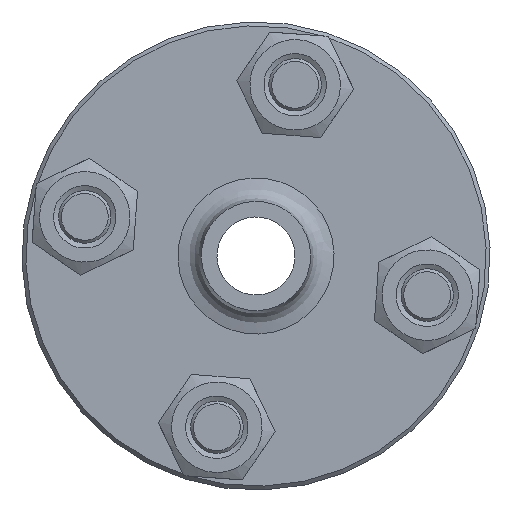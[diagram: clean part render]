
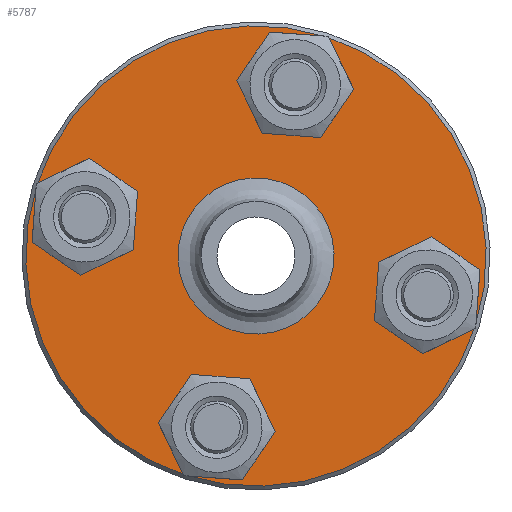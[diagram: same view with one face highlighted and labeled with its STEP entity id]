
A CAD part, left-side view. The second image highlights one B-rep face of the part: STEP entity #5787.
In plain terms, the highlighted planar face has unit normal (-1, 0, 0).
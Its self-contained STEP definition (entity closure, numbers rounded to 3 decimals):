
#844=CARTESIAN_POINT('',(-37.,22.359,-0.77));
#845=VERTEX_POINT('',#844);
#846=CARTESIAN_POINT('',(-37.,21.934,5.014));
#847=DIRECTION('',(1.,0.0,0.0));
#848=DIRECTION('',(0.0,0.073,-0.997));
#849=AXIS2_PLACEMENT_3D('',#846,#847,#848);
#850=CIRCLE('',#849,5.8);
#851=EDGE_CURVE('',#845,#845,#850,.T.);
#2394=CARTESIAN_POINT('',(-37.,0.77,22.359));
#2395=VERTEX_POINT('',#2394);
#2396=CARTESIAN_POINT('',(-37.,-5.014,21.934));
#2397=DIRECTION('',(1.,0.0,0.0));
#2398=DIRECTION('',(0.0,0.997,0.073));
#2399=AXIS2_PLACEMENT_3D('',#2396,#2397,#2398);
#2400=CIRCLE('',#2399,5.8);
#2401=EDGE_CURVE('',#2395,#2395,#2400,.T.);
#3944=CARTESIAN_POINT('',(-37.,-22.359,0.77));
#3945=VERTEX_POINT('',#3944);
#3946=CARTESIAN_POINT('',(-37.,-21.934,-5.014));
#3947=DIRECTION('',(1.,0.0,0.0));
#3948=DIRECTION('',(0.0,-0.073,0.997));
#3949=AXIS2_PLACEMENT_3D('',#3946,#3947,#3948);
#3950=CIRCLE('',#3949,5.8);
#3951=EDGE_CURVE('',#3945,#3945,#3950,.T.);
#5122=CARTESIAN_POINT('',(-37.,-0.77,-22.359));
#5123=VERTEX_POINT('',#5122);
#5124=CARTESIAN_POINT('',(-37.,5.014,-21.934));
#5125=DIRECTION('',(1.,0.0,0.0));
#5126=DIRECTION('',(0.0,-0.997,-0.073));
#5127=AXIS2_PLACEMENT_3D('',#5124,#5125,#5126);
#5128=CIRCLE('',#5127,5.8);
#5129=EDGE_CURVE('',#5123,#5123,#5128,.T.);
#5741=CARTESIAN_POINT('',(-37.,-8.469,5.317));
#5742=VERTEX_POINT('',#5741);
#5743=CARTESIAN_POINT('',(-37.,0.,0.));
#5744=DIRECTION('',(1.,0.0,0.0));
#5745=DIRECTION('',(0.0,-0.847,0.532));
#5746=AXIS2_PLACEMENT_3D('',#5743,#5744,#5745);
#5747=CIRCLE('',#5746,10.0);
#5748=EDGE_CURVE('',#5742,#5742,#5747,.T.);
#5756=CARTESIAN_POINT('',(-37.,-16.726,10.502));
#5757=DIRECTION('',(-1.0,0.0,0.0));
#5758=DIRECTION('',(0.0,-0.532,-0.847));
#5759=AXIS2_PLACEMENT_3D('',#5756,#5757,#5758);
#5760=PLANE('',#5759);
#5761=CARTESIAN_POINT('',(-37.,-24.984,15.686));
#5762=VERTEX_POINT('',#5761);
#5763=CARTESIAN_POINT('',(-37.,0.,0.));
#5764=DIRECTION('',(1.0,0.0,0.0));
#5765=DIRECTION('',(0.0,-0.847,0.532));
#5766=AXIS2_PLACEMENT_3D('',#5763,#5764,#5765);
#5767=CIRCLE('',#5766,29.5);
#5768=EDGE_CURVE('',#5762,#5762,#5767,.T.);
#5769=ORIENTED_EDGE('',*,*,#5768,.F.);
#5770=EDGE_LOOP('',(#5769));
#5771=FACE_OUTER_BOUND('',#5770,.T.);
#5772=ORIENTED_EDGE('',*,*,#851,.T.);
#5773=EDGE_LOOP('',(#5772));
#5774=FACE_BOUND('',#5773,.T.);
#5775=ORIENTED_EDGE('',*,*,#2401,.T.);
#5776=EDGE_LOOP('',(#5775));
#5777=FACE_BOUND('',#5776,.T.);
#5778=ORIENTED_EDGE('',*,*,#3951,.T.);
#5779=EDGE_LOOP('',(#5778));
#5780=FACE_BOUND('',#5779,.T.);
#5781=ORIENTED_EDGE('',*,*,#5129,.T.);
#5782=EDGE_LOOP('',(#5781));
#5783=FACE_BOUND('',#5782,.T.);
#5784=ORIENTED_EDGE('',*,*,#5748,.T.);
#5785=EDGE_LOOP('',(#5784));
#5786=FACE_BOUND('',#5785,.T.);
#5787=ADVANCED_FACE('',(#5771,#5774,#5777,#5780,#5783,#5786),#5760,.T.);
